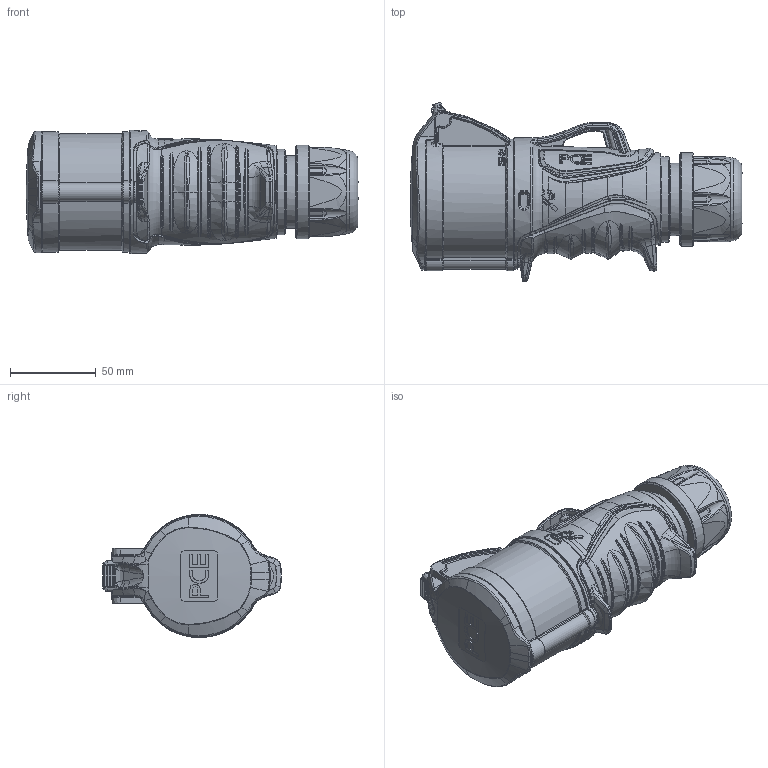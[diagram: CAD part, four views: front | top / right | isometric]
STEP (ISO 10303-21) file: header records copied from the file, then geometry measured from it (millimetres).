
FILE_DESCRIPTION (( 'STEP AP203' ), '1' );
FILE_NAME ('2253, 2253TT.STEP', '2018-01-29T06:56:10', ( '' ), ( '' ), 'SwSTEP 2.0', 'SolidWorks 2016', '' );
FILE_SCHEMA (( 'CONFIG_CONTROL_DESIGN' ));
Length unit declared in the file: millimetre
Products named in the file (1): 2253, 2253TT
Bounding box: 194.15 x 104.59 x 71.99 mm (x, y, z)
Volume: 608884.5 mm3; surface area: 55050 mm2
Topology: 1 solids, 1 shells, 2514 faces, 6213 edges, 3685 vertices
Faces by surface type: bspline 1457, cylinder 371, plane 300, torus 282, cone 63, sphere 41
Full cylindrical faces by diameter (mm): 22.2 x1, 50 x1, 54.6 x1
Entity records: 136713 total; most frequent: CARTESIAN_POINT 89986, ORIENTED_EDGE 12250, DIRECTION 6150, EDGE_CURVE 6125, VERTEX_POINT 3667, B_SPLINE_CURVE_WITH_KNOTS 3529, AXIS2_PLACEMENT_3D 2606, EDGE_LOOP 2566
